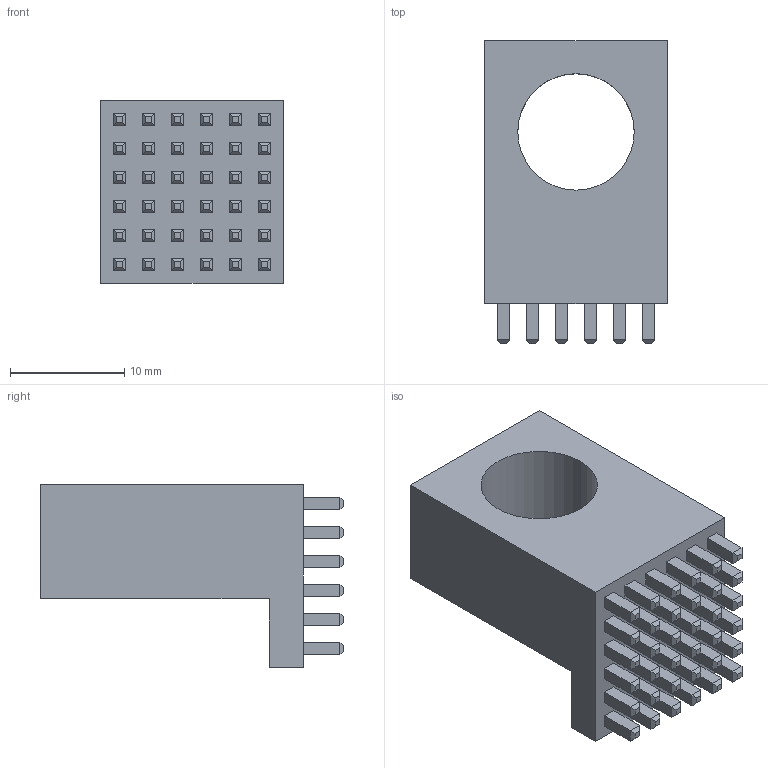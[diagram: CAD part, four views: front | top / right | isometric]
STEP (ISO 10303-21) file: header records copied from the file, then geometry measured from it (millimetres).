
FILE_DESCRIPTION (( 'STEP AP203' ), '1' );
FILE_NAME ('LF994110-A01.STEP', '2021-09-10T07:30:56', ( '' ), ( '' ), 'SwSTEP 2.0', 'SolidWorks 2018', '' );
FILE_SCHEMA (( 'CONFIG_CONTROL_DESIGN' ));
Length unit declared in the file: millimetre
Products named in the file (1): LF994110-A01
Bounding box: 16 x 26.5 x 16 mm (x, y, z)
Volume: 3305.4 mm3; surface area: 2438.3 mm2
Topology: 1 solids, 1 shells, 361 faces, 819 edges, 498 vertices
Faces by surface type: plane 359, cylinder 2
Entity records: 9786 total; most frequent: CARTESIAN_POINT 1679, ORIENTED_EDGE 1638, DIRECTION 1547, EDGE_CURVE 819, VECTOR 815, LINE 815, VERTEX_POINT 498, EDGE_LOOP 401
